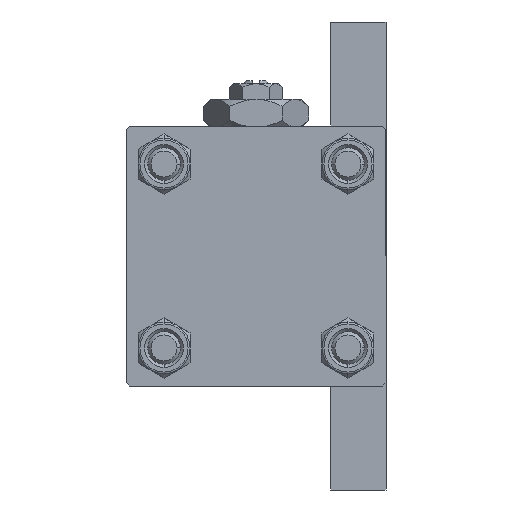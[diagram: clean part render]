
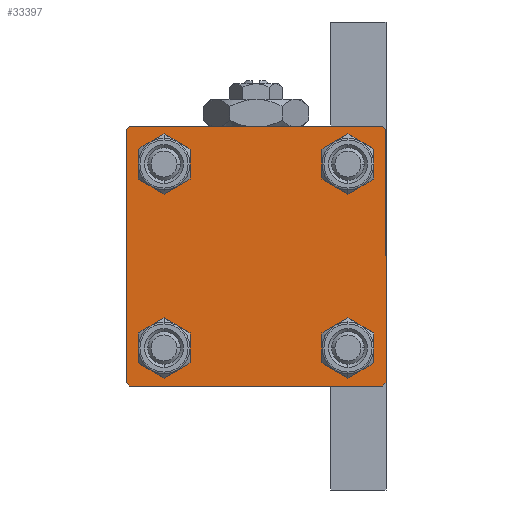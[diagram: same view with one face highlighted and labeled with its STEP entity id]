
A CAD part, left-side view. The second image highlights one B-rep face of the part: STEP entity #33397.
In plain terms, the highlighted planar face has unit normal (-1, 0, 0).
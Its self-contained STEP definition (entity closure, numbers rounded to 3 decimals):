
#411 = EDGE_CURVE ( 'NONE', #21301, #2809, #49047, .T. ) ;
#494 = LINE ( 'NONE', #26872, #18940 ) ;
#698 = LINE ( 'NONE', #35451, #49740 ) ;
#957 = PLANE ( 'NONE',  #2172 ) ;
#1181 = ORIENTED_EDGE ( 'NONE', *, *, #42584, .F. ) ;
#1464 = EDGE_CURVE ( 'NONE', #7118, #23073, #1664, .T. ) ;
#1664 = CIRCLE ( 'NONE', #8149, 3. ) ;
#1773 = LINE ( 'NONE', #17495, #6143 ) ;
#2172 = AXIS2_PLACEMENT_3D ( 'NONE', #13108, #28594, #27608 ) ;
#2528 = DIRECTION ( 'NONE',  ( 0., 0.707, -0.707 ) ) ;
#2809 = VERTEX_POINT ( 'NONE', #46906 ) ;
#2921 = VERTEX_POINT ( 'NONE', #20482 ) ;
#2984 = EDGE_CURVE ( 'NONE', #8041, #40428, #42247, .T. ) ;
#3512 = VERTEX_POINT ( 'NONE', #17074 ) ;
#3808 = EDGE_CURVE ( 'NONE', #19581, #34132, #7422, .T. ) ;
#4039 = CARTESIAN_POINT ( 'NONE',  ( 0., 14.15, 17.15 ) ) ;
#4464 = VERTEX_POINT ( 'NONE', #18844 ) ;
#4657 = EDGE_CURVE ( 'NONE', #45693, #2809, #39081, .T. ) ;
#4872 = DIRECTION ( 'NONE',  ( 1., 0., 0. ) ) ;
#5004 = FACE_BOUND ( 'NONE', #25449, .T. ) ;
#5145 = EDGE_CURVE ( 'NONE', #40428, #8041, #29330, .T. ) ;
#5492 = VERTEX_POINT ( 'NONE', #6874 ) ;
#5624 = ORIENTED_EDGE ( 'NONE', *, *, #5780, .T. ) ;
#5762 = DIRECTION ( 'NONE',  ( 0., 0., 1. ) ) ;
#5780 = EDGE_CURVE ( 'NONE', #2921, #22752, #6772, .T. ) ;
#6143 = VECTOR ( 'NONE', #2528, 1000. ) ;
#6298 = ORIENTED_EDGE ( 'NONE', *, *, #40809, .T. ) ;
#6554 = CIRCLE ( 'NONE', #37340, 3. ) ;
#6772 = LINE ( 'NONE', #42302, #23797 ) ;
#6874 = CARTESIAN_POINT ( 'NONE',  ( 0., -14.15, 17.15 ) ) ;
#6923 = DIRECTION ( 'NONE',  ( 0., 0., 1. ) ) ;
#6954 = CARTESIAN_POINT ( 'NONE',  ( 0., 19.5, 20. ) ) ;
#7118 = VERTEX_POINT ( 'NONE', #20766 ) ;
#7247 = VECTOR ( 'NONE', #40710, 1000. ) ;
#7422 = CIRCLE ( 'NONE', #11484, 3. ) ;
#7683 = ORIENTED_EDGE ( 'NONE', *, *, #2984, .T. ) ;
#8041 = VERTEX_POINT ( 'NONE', #11913 ) ;
#8149 = AXIS2_PLACEMENT_3D ( 'NONE', #26148, #17766, #29189 ) ;
#8293 = DIRECTION ( 'NONE',  ( 0., -1., 0. ) ) ;
#8369 = EDGE_LOOP ( 'NONE', ( #5624, #45247, #11602, #39860, #35676, #6298, #1181, #30069 ) ) ;
#9035 = DIRECTION ( 'NONE',  ( 1., 0., 0. ) ) ;
#9569 = CARTESIAN_POINT ( 'NONE',  ( 0., -14.15, 14.15 ) ) ;
#9944 = DIRECTION ( 'NONE',  ( 0., -0.707, 0.707 ) ) ;
#10014 = EDGE_CURVE ( 'NONE', #34132, #19581, #29424, .T. ) ;
#10501 = CIRCLE ( 'NONE', #26702, 3. ) ;
#10682 = VECTOR ( 'NONE', #39827, 1000. ) ;
#11484 = AXIS2_PLACEMENT_3D ( 'NONE', #16655, #9035, #47869 ) ;
#11602 = ORIENTED_EDGE ( 'NONE', *, *, #12839, .T. ) ;
#11913 = CARTESIAN_POINT ( 'NONE',  ( 0., 14.15, -17.15 ) ) ;
#11914 = ORIENTED_EDGE ( 'NONE', *, *, #32592, .T. ) ;
#11970 = ORIENTED_EDGE ( 'NONE', *, *, #16696, .T. ) ;
#12839 = EDGE_CURVE ( 'NONE', #46211, #21301, #21283, .T. ) ;
#13108 = CARTESIAN_POINT ( 'NONE',  ( 0., 0., 0. ) ) ;
#15806 = CARTESIAN_POINT ( 'NONE',  ( 0., 14.15, 14.15 ) ) ;
#16655 = CARTESIAN_POINT ( 'NONE',  ( 0., 14.15, 14.15 ) ) ;
#16675 = FACE_BOUND ( 'NONE', #24960, .T. ) ;
#16696 = EDGE_CURVE ( 'NONE', #4464, #5492, #6554, .T. ) ;
#16891 = ORIENTED_EDGE ( 'NONE', *, *, #40235, .T. ) ;
#17074 = CARTESIAN_POINT ( 'NONE',  ( 0., -19.5, 20. ) ) ;
#17366 = CARTESIAN_POINT ( 'NONE',  ( 0., -19.75, 19.75 ) ) ;
#17495 = CARTESIAN_POINT ( 'NONE',  ( 0., 19.75, 19.75 ) ) ;
#17766 = DIRECTION ( 'NONE',  ( 1., 0., 0. ) ) ;
#18086 = DIRECTION ( 'NONE',  ( 1., 0., 0. ) ) ;
#18438 = CARTESIAN_POINT ( 'NONE',  ( 0., 14.15, -11.15 ) ) ;
#18665 = EDGE_LOOP ( 'NONE', ( #40267, #16891 ) ) ;
#18844 = CARTESIAN_POINT ( 'NONE',  ( 0., -14.15, 11.15 ) ) ;
#18940 = VECTOR ( 'NONE', #38554, 1000. ) ;
#19581 = VERTEX_POINT ( 'NONE', #4039 ) ;
#19716 = CARTESIAN_POINT ( 'NONE',  ( 0., 14.15, -14.15 ) ) ;
#20482 = CARTESIAN_POINT ( 'NONE',  ( 0., 20., 19.5 ) ) ;
#20766 = CARTESIAN_POINT ( 'NONE',  ( 0., -14.15, -11.15 ) ) ;
#21283 = LINE ( 'NONE', #32706, #33087 ) ;
#21301 = VERTEX_POINT ( 'NONE', #41439 ) ;
#22256 = DIRECTION ( 'NONE',  ( 0., 0., -1. ) ) ;
#22419 = DIRECTION ( 'NONE',  ( 0., 0., 1. ) ) ;
#22502 = ORIENTED_EDGE ( 'NONE', *, *, #5145, .T. ) ;
#22752 = VERTEX_POINT ( 'NONE', #24500 ) ;
#23073 = VERTEX_POINT ( 'NONE', #46743 ) ;
#23797 = VECTOR ( 'NONE', #22256, 1000. ) ;
#24500 = CARTESIAN_POINT ( 'NONE',  ( 0., 20., -19.5 ) ) ;
#24960 = EDGE_LOOP ( 'NONE', ( #11914, #11970 ) ) ;
#25449 = EDGE_LOOP ( 'NONE', ( #27694, #26331 ) ) ;
#25656 = CARTESIAN_POINT ( 'NONE',  ( 0., 19.5, -20. ) ) ;
#25987 = LINE ( 'NONE', #17366, #7247 ) ;
#26148 = CARTESIAN_POINT ( 'NONE',  ( 0., -14.15, -14.15 ) ) ;
#26331 = ORIENTED_EDGE ( 'NONE', *, *, #10014, .T. ) ;
#26481 = DIRECTION ( 'NONE',  ( 1., 0., 0. ) ) ;
#26702 = AXIS2_PLACEMENT_3D ( 'NONE', #46167, #31176, #34224 ) ;
#26794 = CARTESIAN_POINT ( 'NONE',  ( 0., 14.15, 11.15 ) ) ;
#26872 = CARTESIAN_POINT ( 'NONE',  ( 0., 19.75, -19.75 ) ) ;
#26930 = EDGE_CURVE ( 'NONE', #22752, #46211, #494, .T. ) ;
#27608 = DIRECTION ( 'NONE',  ( 0., 0., 1. ) ) ;
#27694 = ORIENTED_EDGE ( 'NONE', *, *, #3808, .T. ) ;
#28594 = DIRECTION ( 'NONE',  ( -1., 0., 0. ) ) ;
#29189 = DIRECTION ( 'NONE',  ( 0., 0., 1. ) ) ;
#29330 = CIRCLE ( 'NONE', #47178, 3. ) ;
#29424 = CIRCLE ( 'NONE', #35095, 3. ) ;
#29514 = CARTESIAN_POINT ( 'NONE',  ( 0., -14.15, 14.15 ) ) ;
#30069 = ORIENTED_EDGE ( 'NONE', *, *, #31051, .T. ) ;
#31051 = EDGE_CURVE ( 'NONE', #35142, #2921, #1773, .T. ) ;
#31176 = DIRECTION ( 'NONE',  ( 1., 0., 0. ) ) ;
#32392 = FACE_BOUND ( 'NONE', #34804, .T. ) ;
#32592 = EDGE_CURVE ( 'NONE', #5492, #4464, #46711, .T. ) ;
#32706 = CARTESIAN_POINT ( 'NONE',  ( 0., 20., -20. ) ) ;
#33087 = VECTOR ( 'NONE', #48199, 1000. ) ;
#33397 = ADVANCED_FACE ( 'NONE', ( #16675, #35474, #32392, #5004, #47886 ), #957, .T. ) ;
#33434 = CARTESIAN_POINT ( 'NONE',  ( 0., -20., 19.5 ) ) ;
#34132 = VERTEX_POINT ( 'NONE', #26794 ) ;
#34224 = DIRECTION ( 'NONE',  ( 0., 0., 1. ) ) ;
#34592 = CARTESIAN_POINT ( 'NONE',  ( 0., 14.15, -14.15 ) ) ;
#34804 = EDGE_LOOP ( 'NONE', ( #22502, #7683 ) ) ;
#35095 = AXIS2_PLACEMENT_3D ( 'NONE', #15806, #4872, #43459 ) ;
#35142 = VERTEX_POINT ( 'NONE', #6954 ) ;
#35219 = VECTOR ( 'NONE', #9944, 1000. ) ;
#35451 = CARTESIAN_POINT ( 'NONE',  ( 0., 20., 20. ) ) ;
#35474 = FACE_BOUND ( 'NONE', #18665, .T. ) ;
#35676 = ORIENTED_EDGE ( 'NONE', *, *, #4657, .F. ) ;
#35767 = CARTESIAN_POINT ( 'NONE',  ( 0., -20., 20. ) ) ;
#36855 = CARTESIAN_POINT ( 'NONE',  ( 0., -19.75, -19.75 ) ) ;
#37340 = AXIS2_PLACEMENT_3D ( 'NONE', #9569, #40532, #5762 ) ;
#38241 = DIRECTION ( 'NONE',  ( 1., 0., 0. ) ) ;
#38554 = DIRECTION ( 'NONE',  ( 0., -0.707, -0.707 ) ) ;
#39081 = LINE ( 'NONE', #35767, #10682 ) ;
#39827 = DIRECTION ( 'NONE',  ( 0., 0., -1. ) ) ;
#39860 = ORIENTED_EDGE ( 'NONE', *, *, #411, .T. ) ;
#40235 = EDGE_CURVE ( 'NONE', #23073, #7118, #10501, .T. ) ;
#40267 = ORIENTED_EDGE ( 'NONE', *, *, #1464, .T. ) ;
#40428 = VERTEX_POINT ( 'NONE', #18438 ) ;
#40532 = DIRECTION ( 'NONE',  ( 1., 0., 0. ) ) ;
#40710 = DIRECTION ( 'NONE',  ( 0., 0.707, 0.707 ) ) ;
#40809 = EDGE_CURVE ( 'NONE', #45693, #3512, #25987, .T. ) ;
#41439 = CARTESIAN_POINT ( 'NONE',  ( 0., -19.5, -20. ) ) ;
#41853 = AXIS2_PLACEMENT_3D ( 'NONE', #29514, #18086, #6923 ) ;
#42247 = CIRCLE ( 'NONE', #47109, 3. ) ;
#42302 = CARTESIAN_POINT ( 'NONE',  ( 0., 20., 20. ) ) ;
#42584 = EDGE_CURVE ( 'NONE', #35142, #3512, #698, .T. ) ;
#43459 = DIRECTION ( 'NONE',  ( 0., 0., 1. ) ) ;
#45247 = ORIENTED_EDGE ( 'NONE', *, *, #26930, .T. ) ;
#45693 = VERTEX_POINT ( 'NONE', #33434 ) ;
#46121 = DIRECTION ( 'NONE',  ( 0., 0., 1. ) ) ;
#46167 = CARTESIAN_POINT ( 'NONE',  ( 0., -14.15, -14.15 ) ) ;
#46211 = VERTEX_POINT ( 'NONE', #25656 ) ;
#46711 = CIRCLE ( 'NONE', #41853, 3. ) ;
#46743 = CARTESIAN_POINT ( 'NONE',  ( 0., -14.15, -17.15 ) ) ;
#46906 = CARTESIAN_POINT ( 'NONE',  ( 0., -20., -19.5 ) ) ;
#47109 = AXIS2_PLACEMENT_3D ( 'NONE', #19716, #38241, #46121 ) ;
#47178 = AXIS2_PLACEMENT_3D ( 'NONE', #34592, #26481, #22419 ) ;
#47869 = DIRECTION ( 'NONE',  ( 0., 0., 1. ) ) ;
#47886 = FACE_OUTER_BOUND ( 'NONE', #8369, .T. ) ;
#48199 = DIRECTION ( 'NONE',  ( 0., -1., 0. ) ) ;
#49047 = LINE ( 'NONE', #36855, #35219 ) ;
#49740 = VECTOR ( 'NONE', #8293, 1000. ) ;
